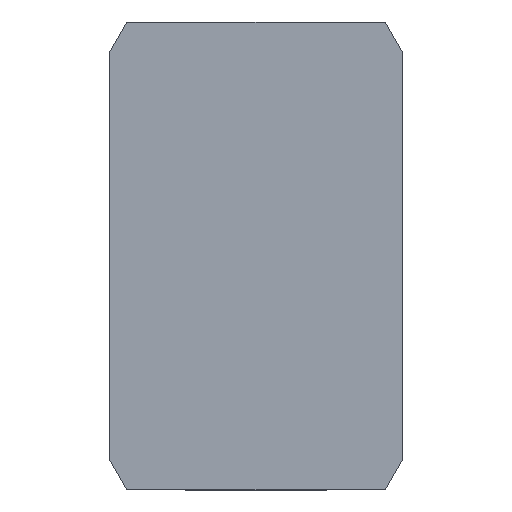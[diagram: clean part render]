
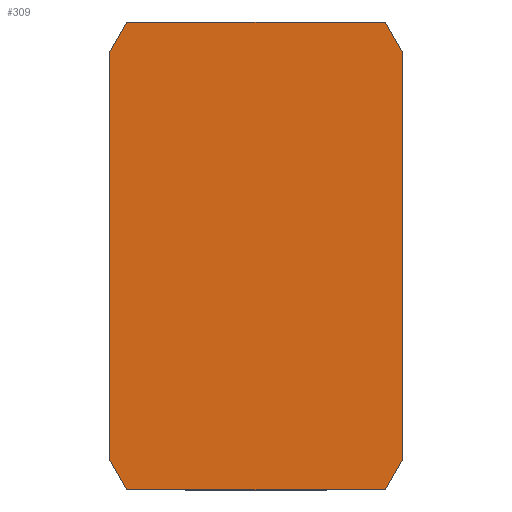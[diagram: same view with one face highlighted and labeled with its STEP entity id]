
A CAD part, top view. The second image highlights one B-rep face of the part: STEP entity #309.
In plain terms, the highlighted planar face has unit normal (0, 0, 1).
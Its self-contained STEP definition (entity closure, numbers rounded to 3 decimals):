
#125=VERTEX_POINT('',#339);
#127=EDGE_CURVE('',#257,#139,#341,.T.);
#135=EDGE_CURVE('',#307,#125,#349,.T.);
#137=EDGE_CURVE('',#171,#241,#351,.T.);
#139=VERTEX_POINT('',#353);
#143=EDGE_CURVE('',#125,#171,#357,.T.);
#171=VERTEX_POINT('',#388);
#201=VERTEX_POINT('',#422);
#207=EDGE_CURVE('',#139,#229,#428,.T.);
#227=EDGE_CURVE('',#229,#307,#448,.T.);
#229=VERTEX_POINT('',#450);
#241=VERTEX_POINT('',#463);
#249=EDGE_CURVE('',#201,#257,#471,.T.);
#257=VERTEX_POINT('',#479);
#307=VERTEX_POINT('',#535);
#309=ADVANCED_FACE('',(#537),#538,.T.);
#315=EDGE_CURVE('',#241,#201,#546,.T.);
#339=CARTESIAN_POINT('',(10.0,-14.0,5.5));
#341=LINE('',#564,#565);
#349=LINE('',#578,#579);
#351=LINE('',#582,#583);
#353=CARTESIAN_POINT('',(-8.845,16.0,5.5));
#357=LINE('',#590,#591);
#388=CARTESIAN_POINT('',(8.845,-16.,5.5));
#422=CARTESIAN_POINT('',(-10.0,-14.,5.5));
#428=LINE('',#687,#688);
#448=LINE('',#718,#719);
#450=CARTESIAN_POINT('',(8.845,16.0,5.5));
#463=CARTESIAN_POINT('',(-8.845,-16.,5.5));
#471=LINE('',#755,#756);
#479=CARTESIAN_POINT('',(-10.0,14.0,5.5));
#535=CARTESIAN_POINT('',(10.0,14.0,5.5));
#537=FACE_OUTER_BOUND('',#850,.T.);
#538=PLANE('',#851);
#546=LINE('',#860,#861);
#564=CARTESIAN_POINT('',(-8.845,16.0,5.5));
#565=VECTOR('',#870,1.0);
#578=CARTESIAN_POINT('',(10.0,-14.0,5.5));
#579=VECTOR('',#873,1.0);
#582=CARTESIAN_POINT('',(-8.845,-16.,5.5));
#583=VECTOR('',#874,1.0);
#590=CARTESIAN_POINT('',(8.845,-16.,5.5));
#591=VECTOR('',#875,1.0);
#687=CARTESIAN_POINT('',(8.845,16.0,5.5));
#688=VECTOR('',#948,1.0);
#718=CARTESIAN_POINT('',(10.0,14.0,5.5));
#719=VECTOR('',#955,1.0);
#755=CARTESIAN_POINT('',(-10.0,14.0,5.5));
#756=VECTOR('',#970,1.0);
#850=EDGE_LOOP('',(#1050,#1051,#1052,#1053,#1054,#1055,#1056,#1057));
#851=AXIS2_PLACEMENT_3D('',#1058,#1059,#1060);
#860=CARTESIAN_POINT('',(-10.0,-14.,5.5));
#861=VECTOR('',#1077,1.0);
#870=DIRECTION('',(0.5,0.866,0.0));
#873=DIRECTION('',(0.0,-1.0,0.0));
#874=DIRECTION('',(-1.0,0.0,0.0));
#875=DIRECTION('',(-0.5,-0.866,0.0));
#948=DIRECTION('',(1.0,0.0,0.0));
#955=DIRECTION('',(0.5,-0.866,0.0));
#970=DIRECTION('',(0.0,1.0,0.0));
#1050=ORIENTED_EDGE('',*,*,#143,.F.);
#1051=ORIENTED_EDGE('',*,*,#135,.F.);
#1052=ORIENTED_EDGE('',*,*,#227,.F.);
#1053=ORIENTED_EDGE('',*,*,#207,.F.);
#1054=ORIENTED_EDGE('',*,*,#127,.F.);
#1055=ORIENTED_EDGE('',*,*,#249,.F.);
#1056=ORIENTED_EDGE('',*,*,#315,.F.);
#1057=ORIENTED_EDGE('',*,*,#137,.F.);
#1058=CARTESIAN_POINT('',(0.,0.,5.5));
#1059=DIRECTION('',(0.0,0.0,1.0));
#1060=DIRECTION('',(1.0,0.0,0.0));
#1077=DIRECTION('',(-0.5,0.866,0.0));
